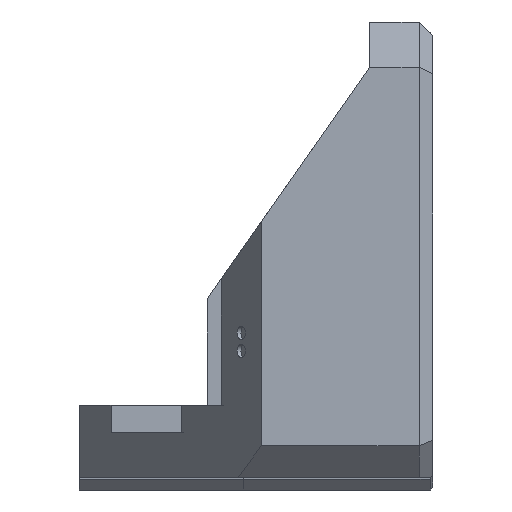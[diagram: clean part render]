
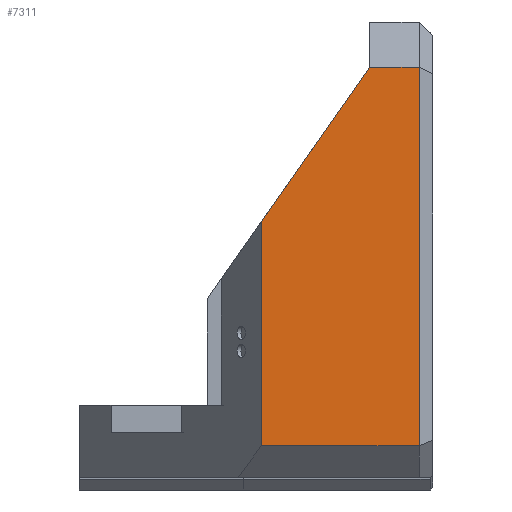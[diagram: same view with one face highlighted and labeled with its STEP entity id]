
A CAD part, left-side view. The second image highlights one B-rep face of the part: STEP entity #7311.
In plain terms, the highlighted planar face has unit normal (-1, 0, 0).
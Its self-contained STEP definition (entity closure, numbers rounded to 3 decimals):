
#571=FACE_OUTER_BOUND('',#1017,.T.);
#1017=EDGE_LOOP('',(#6173,#6174,#6175,#6176,#6177));
#1861=LINE('',#11660,#2767);
#1866=LINE('',#11670,#2772);
#1867=LINE('',#11672,#2773);
#1868=LINE('',#11674,#2774);
#1869=LINE('',#11675,#2775);
#2767=VECTOR('',#9553,10.);
#2772=VECTOR('',#9564,10.);
#2773=VECTOR('',#9565,10.);
#2774=VECTOR('',#9566,10.);
#2775=VECTOR('',#9567,10.);
#3404=VERTEX_POINT('',#11451);
#3467=VERTEX_POINT('',#11605);
#3486=VERTEX_POINT('',#11658);
#3489=VERTEX_POINT('',#11671);
#3490=VERTEX_POINT('',#11673);
#4411=EDGE_CURVE('',#3486,#3467,#1861,.T.);
#4416=EDGE_CURVE('',#3404,#3486,#1866,.T.);
#4417=EDGE_CURVE('',#3404,#3489,#1867,.T.);
#4418=EDGE_CURVE('',#3489,#3490,#1868,.T.);
#4419=EDGE_CURVE('',#3467,#3490,#1869,.T.);
#6173=ORIENTED_EDGE('',*,*,#4411,.F.);
#6174=ORIENTED_EDGE('',*,*,#4416,.F.);
#6175=ORIENTED_EDGE('',*,*,#4417,.T.);
#6176=ORIENTED_EDGE('',*,*,#4418,.T.);
#6177=ORIENTED_EDGE('',*,*,#4419,.F.);
#6905=PLANE('',#7867);
#7311=ADVANCED_FACE('',(#571),#6905,.T.);
#7867=AXIS2_PLACEMENT_3D('',#11669,#9562,#9563);
#9553=DIRECTION('',(0.,0.,-1.));
#9562=DIRECTION('center_axis',(-1.,0.,0.));
#9563=DIRECTION('ref_axis',(0.,-1.,0.));
#9564=DIRECTION('',(0.,-1.,0.));
#9565=DIRECTION('',(0.,0.574,-0.819));
#9566=DIRECTION('',(0.,0.,-1.));
#9567=DIRECTION('',(0.,1.,0.));
#11451=CARTESIAN_POINT('',(-26.25,7.,45.5));
#11605=CARTESIAN_POINT('',(-26.25,1.5,3.5));
#11658=CARTESIAN_POINT('',(-26.25,1.5,45.5));
#11660=CARTESIAN_POINT('',(-26.25,1.5,0.));
#11669=CARTESIAN_POINT('Origin',(-26.25,39.2,0.));
#11670=CARTESIAN_POINT('',(-26.25,29.4,45.5));
#11671=CARTESIAN_POINT('',(-26.25,19.,28.362));
#11672=CARTESIAN_POINT('',(-26.25,31.986,9.817));
#11673=CARTESIAN_POINT('',(-26.25,19.,3.5));
#11674=CARTESIAN_POINT('',(-26.25,19.,4.));
#11675=CARTESIAN_POINT('',(-26.25,29.4,3.5));
